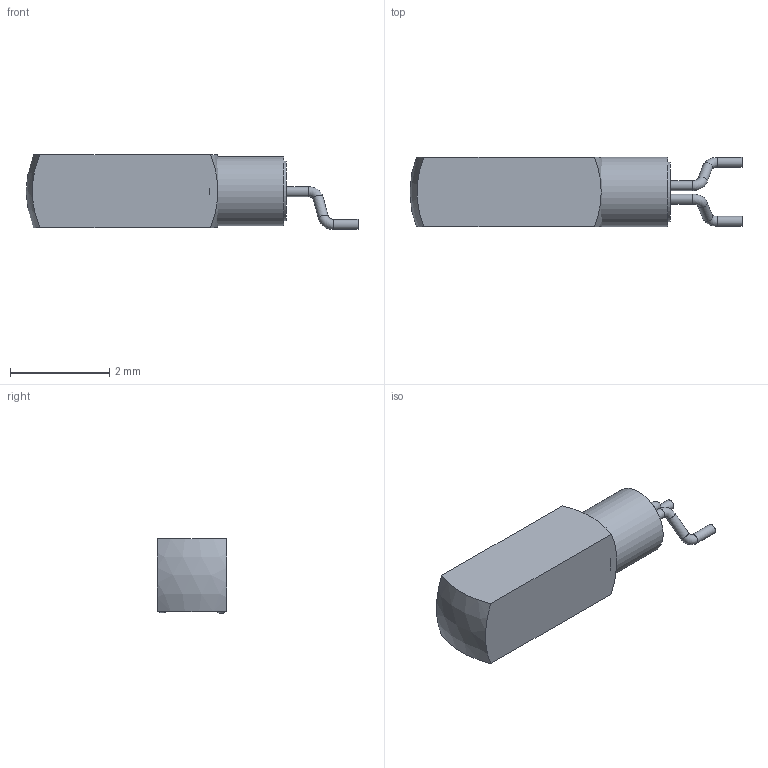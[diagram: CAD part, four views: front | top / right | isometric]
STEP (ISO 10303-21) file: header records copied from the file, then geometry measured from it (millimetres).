
FILE_DESCRIPTION(('FreeCAD Model'),'2;1');
FILE_NAME('Crystal_SMD_MicroCrystal_MS3V-T1R.step','2021-05-05T11:02:02',('Author'),(''), 'Open CASCADE STEP processor 7.2','FreeCAD','Unknown');
FILE_SCHEMA(('AUTOMOTIVE_DESIGN { 1 0 10303 214 1 1 1 1 }'));
Length unit declared in the file: millimetre
Products named in the file (5): Common; Sweep; Sweep001; Cilindro001; Cilindro
Bounding box: 6.7 x 1.4 x 1.51 mm (x, y, z)
Volume: 10.6 mm3; surface area: 40.9 mm2
Topology: 5 solids, 5 shells, 27 faces, 44 edges, 27 vertices
Faces by surface type: plane 12, cylinder 8, torus 4, sphere 3
Full cylindrical faces by diameter (mm): 0.2 x6, 1.2 x1, 1.4 x1
Entity records: 729 total; most frequent: DIRECTION 132, CARTESIAN_POINT 99, ORIENTED_EDGE 88, AXIS2_PLACEMENT_3D 60, EDGE_CURVE 44, CIRCLE 32, ADVANCED_FACE 27, FACE_BOUND 27
